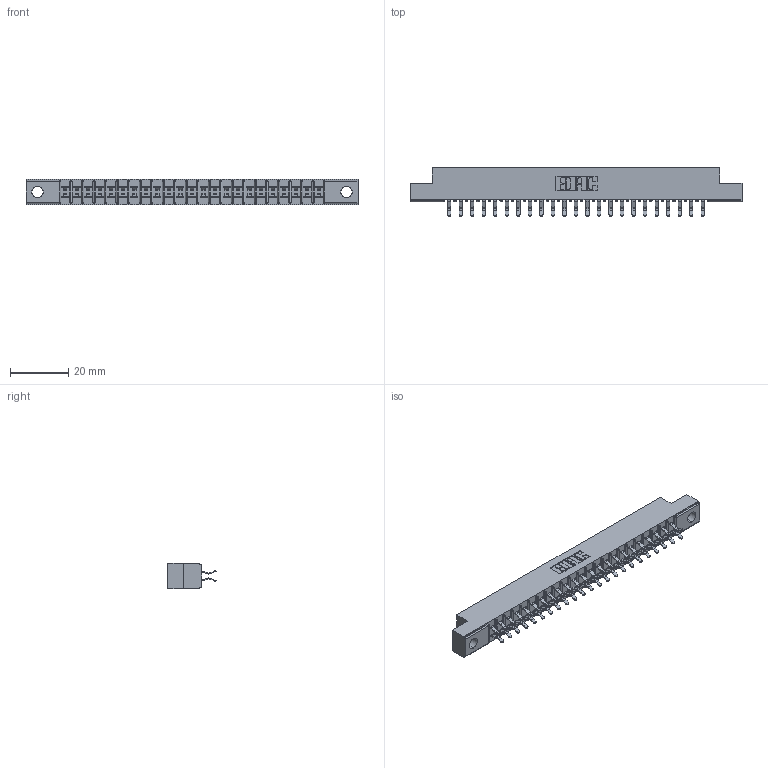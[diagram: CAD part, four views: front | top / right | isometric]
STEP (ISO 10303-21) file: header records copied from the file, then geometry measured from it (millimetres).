
FILE_DESCRIPTION (( 'STEP AP203' ), '1' );
FILE_NAME ('305-046-556-504.STEP', '2019-09-09T20:50:19', ( '' ), ( '' ), 'SwSTEP 2.0', 'SolidWorks 2016', '' );
FILE_SCHEMA (( 'CONFIG_CONTROL_DESIGN' ));
Length unit declared in the file: inch
Products named in the file (3): 305-046-556-504; 305 Part_.156 Dia; 305-290-001_556
Assembly tree (47 placements, depth 2):
  305-046-556-504
    305 Part_.156 Dia
    305-290-001_556  x46
Bounding box: 114.15 x 16.64 x 8.71 mm (x, y, z)
Volume: 6723.4 mm3; surface area: 13389.6 mm2
Topology: 47 solids, 47 shells, 2706 faces, 7781 edges, 5062 vertices
Faces by surface type: plane 1508, cylinder 1106, sphere 92
Entity records: 27856 total; most frequent: CARTESIAN_POINT 4617, ORIENTED_EDGE 4578, DIRECTION 4477, EDGE_CURVE 2289, VECTOR 1833, LINE 1833, VERTEX_POINT 1462, AXIS2_PLACEMENT_3D 1322
